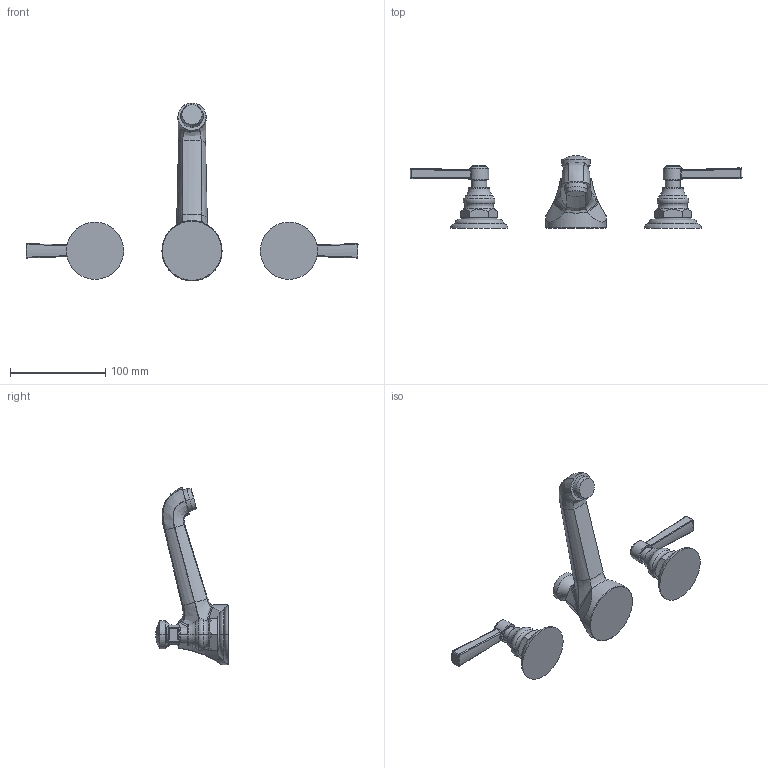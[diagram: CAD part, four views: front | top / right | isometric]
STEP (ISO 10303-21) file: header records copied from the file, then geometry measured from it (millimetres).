
FILE_DESCRIPTION((''),'2;1');
FILE_NAME('910','2020-11-26T09:45:12',('jinson.thomas'),(''),'CREO PARAMETRIC BY PTC INC, 2018400','CREO PARAMETRIC BY PTC INC, 2018400','');
FILE_SCHEMA(('CONFIG_CONTROL_DESIGN'));
Length unit declared in the file: inch
Products named in the file (1): 910
Bounding box: 347.98 x 76.33 x 186.2 mm (x, y, z)
Volume: 312444.3 mm3; surface area: 54087.7 mm2
Topology: 3 solids, 3 shells, 268 faces, 605 edges, 347 vertices
Faces by surface type: bspline 101, plane 62, torus 46, cylinder 39, cone 12, sphere 8
Entity records: 12297 total; most frequent: CARTESIAN_POINT 7141, ORIENTED_EDGE 1190, DIRECTION 859, EDGE_CURVE 595, AXIS2_PLACEMENT_3D 377, VERTEX_POINT 347, EDGE_LOOP 282, B_SPLINE_CURVE_WITH_KNOTS 280
